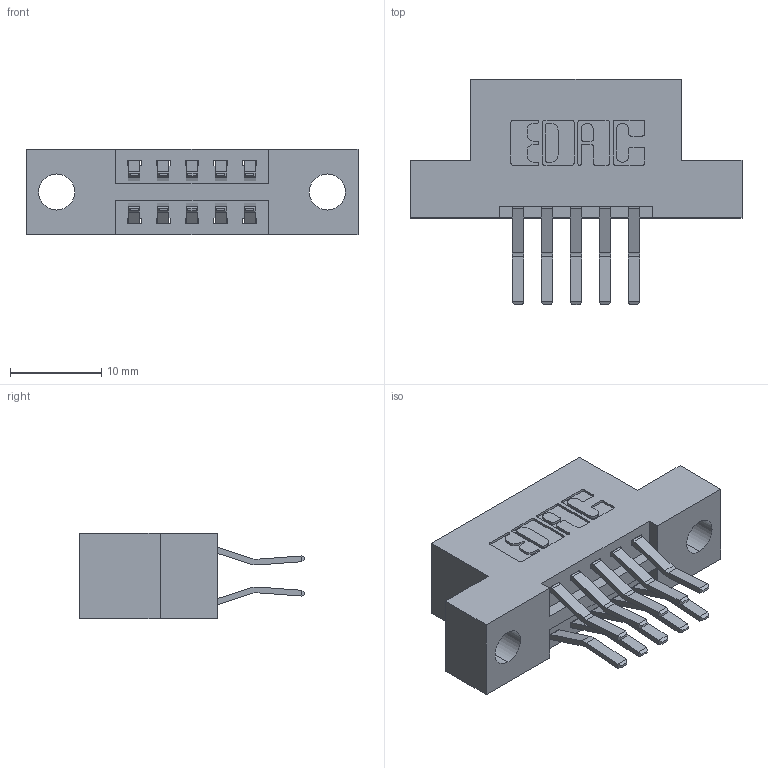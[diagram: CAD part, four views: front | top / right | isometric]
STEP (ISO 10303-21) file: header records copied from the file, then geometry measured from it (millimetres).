
FILE_DESCRIPTION (( 'STEP AP203' ), '1' );
FILE_NAME ('346-010-560-204.STEP', '2022-05-17T18:36:31', ( '' ), ( '' ), 'SwSTEP 2.0', 'SolidWorks 2020', '' );
FILE_SCHEMA (( 'CONFIG_CONTROL_DESIGN' ));
Length unit declared in the file: inch
Products named in the file (3): 346-010-560-204; 345-292-001_560 Tail; 346 Part_Flush Mounting Lugs - 0.156 Dia-TH
Assembly tree (11 placements, depth 2):
  346-010-560-204
    346 Part_Flush Mounting Lugs - 0.156 Dia-TH
    345-292-001_560 Tail  x10
Bounding box: 36.45 x 24.78 x 9.4 mm (x, y, z)
Volume: 3226.5 mm3; surface area: 3876.2 mm2
Topology: 11 solids, 11 shells, 676 faces, 1975 edges, 1302 vertices
Faces by surface type: plane 440, cylinder 236
Entity records: 8751 total; most frequent: CARTESIAN_POINT 1498, ORIENTED_EDGE 1430, DIRECTION 1375, EDGE_CURVE 715, LINE 559, VECTOR 559, VERTEX_POINT 474, AXIS2_PLACEMENT_3D 408
